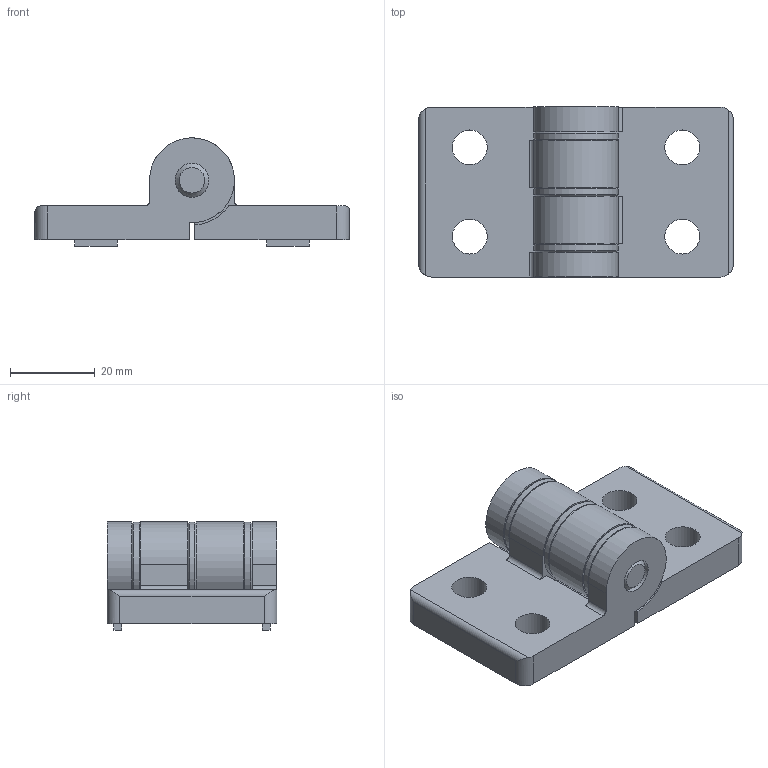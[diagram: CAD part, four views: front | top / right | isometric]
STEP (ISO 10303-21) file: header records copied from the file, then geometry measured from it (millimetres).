
FILE_DESCRIPTION( ( 'STEP AP203' ), '1' );
FILE_NAME( '095Z4545F10S(0).stp', '2020-08-26T15:16:34', ( 'License CC BY-ND 4.0' ), ( 'CADENAS' ), ' ', 'PARTsolutions', ' ' );
FILE_SCHEMA( ( 'CONFIG_CONTROL_DESIGN' ) );
Length unit declared in the file: millimetre
Products named in the file (5): 095Z4545F10S(0); _095Z4545F10S_pin; _095Z4545F10S_1; _095Z4545F10S_washer; _095Z4545F10S_2
Assembly tree (6 placements, depth 2):
  095Z4545F10S(0)
    _095Z4545F10S_pin
    _095Z4545F10S_1
    _095Z4545F10S_washer  x3
    _095Z4545F10S_2
Bounding box: 74 x 40 x 25.49 mm (x, y, z)
Volume: 32285.1 mm3; surface area: 16149.3 mm2
Topology: 6 solids, 6 shells, 117 faces, 277 edges, 180 vertices
Faces by surface type: plane 70, cylinder 36, cone 8, torus 3
Full cylindrical faces by diameter (mm): 8 x8, 8.2 x7, 19.8 x3
Entity records: 3224 total; most frequent: CARTESIAN_POINT 560, DIRECTION 520, ORIENTED_EDGE 472, EDGE_CURVE 236, AXIS2_PLACEMENT_3D 176, VERTEX_POINT 168, LINE 168, VECTOR 168
